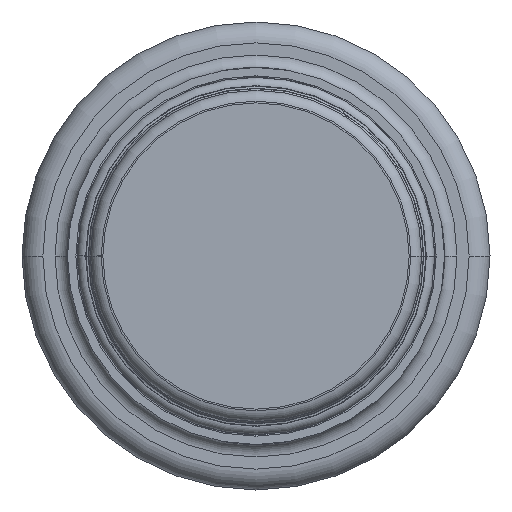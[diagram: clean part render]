
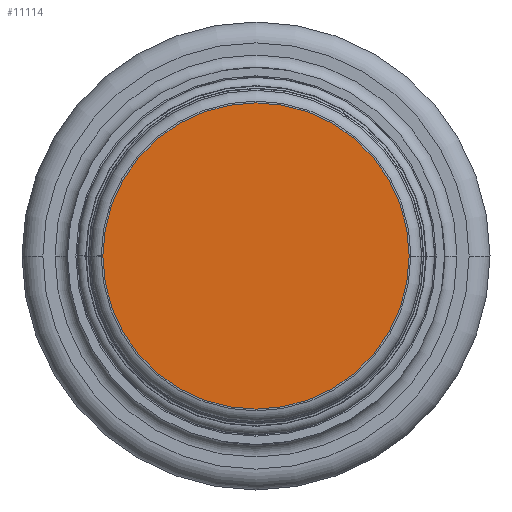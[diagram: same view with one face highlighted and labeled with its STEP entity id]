
A CAD part, left-side view. The second image highlights one B-rep face of the part: STEP entity #11114.
In plain terms, the highlighted face is planar.
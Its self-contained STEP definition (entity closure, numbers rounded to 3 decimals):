
#10354=CARTESIAN_POINT('',(-18.325,0.8,0.));
#10355=CARTESIAN_POINT('',(-18.325,0.8,0.002));
#10356=CARTESIAN_POINT('',(-18.325,0.8,0.005));
#10357=CARTESIAN_POINT('',(-18.325,0.8,0.007));
#10385=CARTESIAN_POINT('',(18.325,0.8,0.));
#10386=CARTESIAN_POINT('',(18.325,0.8,-0.002));
#10387=CARTESIAN_POINT('',(18.325,0.8,-0.005));
#10388=CARTESIAN_POINT('',(18.325,0.8,-0.007));
#10408=CARTESIAN_POINT('',(0.,0.8,0.));
#10409=DIRECTION('',(0.,-1.,0.));
#10410=DIRECTION('',(1.,0.,0.));
#10411=AXIS2_PLACEMENT_3D('',#10408,#10409,#10410);
#10416=CARTESIAN_POINT('',(0.,0.8,0.));
#10417=DIRECTION('',(0.,-1.,0.));
#10418=DIRECTION('',(-1.,0.,0.));
#10419=AXIS2_PLACEMENT_3D('',#10416,#10417,#10418);
#10515=CARTESIAN_POINT('',(-18.325,0.8,0.));
#10516=VERTEX_POINT('',#10515);
#10517=CARTESIAN_POINT('',(18.325,0.8,0.));
#10518=CARTESIAN_POINT('',(-18.325,0.8,0.007));
#10519=VERTEX_POINT('',#10517);
#10520=VERTEX_POINT('',#10518);
#10523=CARTESIAN_POINT('',(18.325,0.8,-0.007));
#10524=VERTEX_POINT('',#10523);
#11103=CARTESIAN_POINT('',(0.,0.8,0.));
#11104=DIRECTION('',(0.,1.,0.));
#11105=DIRECTION('',(1.,0.,0.));
#11106=AXIS2_PLACEMENT_3D('',#11103,#11104,#11105);
#11107=PLANE('',#11106);
#11108=ORIENTED_EDGE('',*,*,#11043,.T.);
#11109=ORIENTED_EDGE('',*,*,#11041,.F.);
#11110=ORIENTED_EDGE('',*,*,#11069,.T.);
#11111=ORIENTED_EDGE('',*,*,#11067,.F.);
#11112=EDGE_LOOP('',(#11108,#11109,#11110,#11111));
#11113=FACE_OUTER_BOUND('',#11112,.F.);
#10358=B_SPLINE_CURVE_WITH_KNOTS('',3,(#10354,#10355,#10356,#10357),
.UNSPECIFIED.,.F.,.F.,(4,4),(0.,1.),.UNSPECIFIED.);
#10389=B_SPLINE_CURVE_WITH_KNOTS('',3,(#10385,#10386,#10387,#10388),
.UNSPECIFIED.,.F.,.F.,(4,4),(0.,1.),.UNSPECIFIED.);
#10412=CIRCLE('',#10411,18.325);
#10420=CIRCLE('',#10419,18.325);
#11041=EDGE_CURVE('',#10516,#10520,#10358,.T.);
#11043=EDGE_CURVE('',#10519,#10520,#10412,.T.);
#11067=EDGE_CURVE('',#10519,#10524,#10389,.T.);
#11069=EDGE_CURVE('',#10516,#10524,#10420,.T.);
#11114=ADVANCED_FACE('',(#11113),#11107,.T.);
